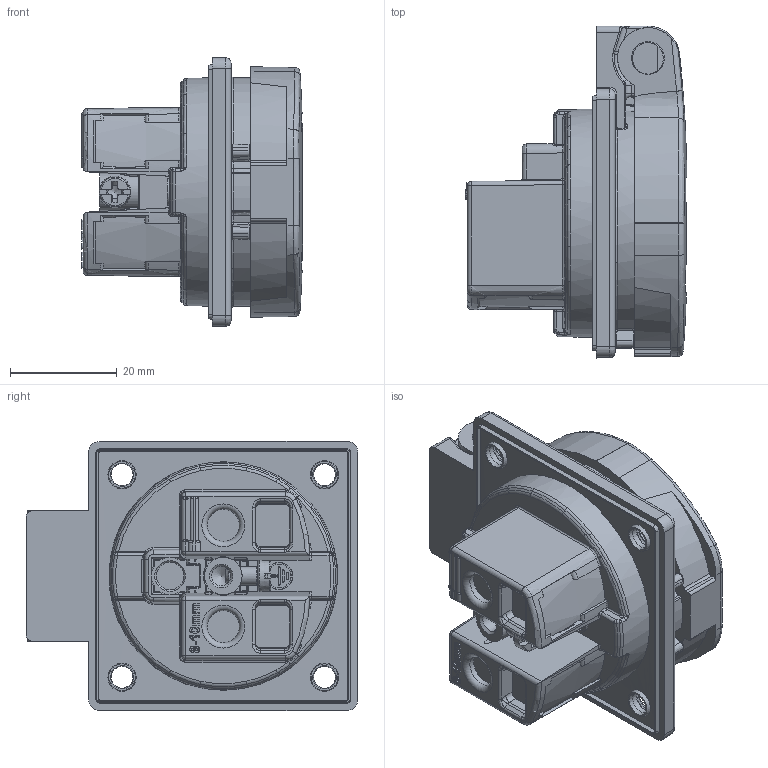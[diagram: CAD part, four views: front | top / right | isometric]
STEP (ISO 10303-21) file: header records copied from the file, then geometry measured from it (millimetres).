
FILE_DESCRIPTION (( 'STEP AP203' ), '1' );
FILE_NAME ('1050-0b.STEP', '2019-08-05T13:59:00', ( '' ), ( '' ), 'SwSTEP 2.0', 'SolidWorks 2019', '' );
FILE_SCHEMA (( 'CONFIG_CONTROL_DESIGN' ));
Length unit declared in the file: millimetre
Products named in the file (1): 1050-0b
Bounding box: 41.65 x 62.25 x 50.5 mm (x, y, z)
Volume: 55157.9 mm3; surface area: 15534.6 mm2
Topology: 1 solids, 1 shells, 1214 faces, 3067 edges, 1857 vertices
Faces by surface type: plane 362, cylinder 321, bspline 269, torus 135, cone 89, sphere 38
Full cylindrical faces by diameter (mm): 3.5 x1, 3.6 x1, 5.2 x1, 5.45 x4, 5.75 x2, 6.2 x4, 7.04 x1
Entity records: 42365 total; most frequent: CARTESIAN_POINT 16231, ORIENTED_EDGE 5878, DIRECTION 4871, EDGE_CURVE 2939, AXIS2_PLACEMENT_3D 1892, VERTEX_POINT 1822, EDGE_LOOP 1325, FACE_OUTER_BOUND 1239
